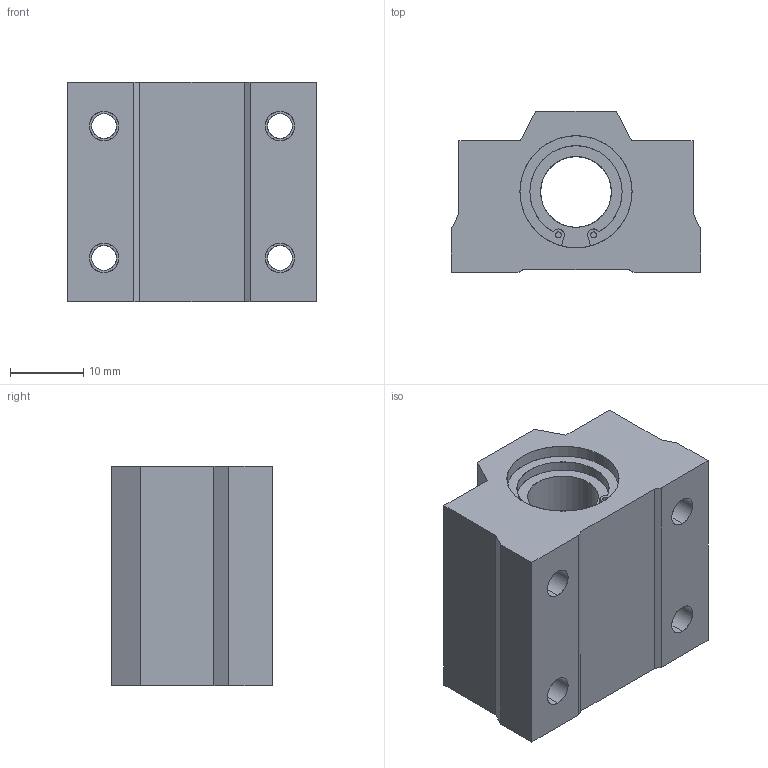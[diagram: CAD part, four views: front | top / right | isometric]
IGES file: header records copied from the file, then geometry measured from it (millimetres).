
Start section: SolidWorks IGES file using analytic representation for surfaces
Global section: file name: SCS8UU.IGS; native system: SolidWorks 2019; preprocessor: SolidWorks 2019; author: Desenho Konex; date: 210623.115622; units: millimetre
Bounding box: 34 x 22 x 30 mm (x, y, z)
Surface area: 6141.1 mm2 (no closed solid volume)
Topology: 0 solids, 0 shells, 76 faces, 1332 edges, 1332 vertices
Faces by surface type: revolution 42, bspline 34
